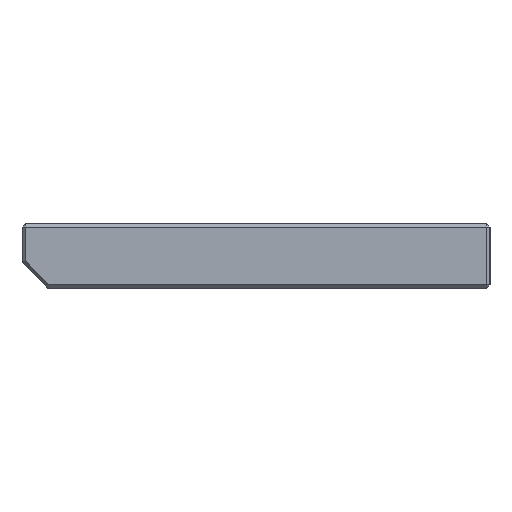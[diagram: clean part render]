
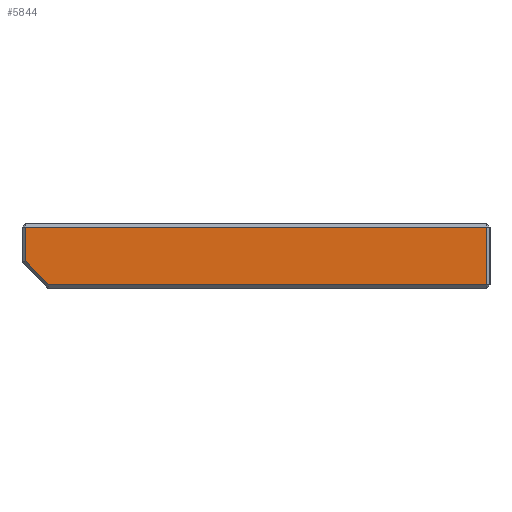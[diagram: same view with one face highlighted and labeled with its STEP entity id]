
A CAD part, left-side view. The second image highlights one B-rep face of the part: STEP entity #5844.
In plain terms, the highlighted planar face has unit normal (-1, 0, 0).
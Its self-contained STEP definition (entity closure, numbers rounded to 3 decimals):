
#159=PLANE('',#6421);
#403=FACE_OUTER_BOUND('',#766,.T.);
#766=EDGE_LOOP('',(#4785,#4786,#4787,#4788,#4789));
#1298=LINE('',#9644,#1878);
#1309=LINE('',#9665,#1889);
#1315=LINE('',#9676,#1895);
#1322=LINE('',#9689,#1902);
#1324=LINE('',#9692,#1904);
#1878=VECTOR('',#7734,10.);
#1889=VECTOR('',#7753,10.);
#1895=VECTOR('',#7763,10.);
#1902=VECTOR('',#7778,10.);
#1904=VECTOR('',#7782,10.);
#2842=VERTEX_POINT('',#9642);
#2843=VERTEX_POINT('',#9643);
#2848=VERTEX_POINT('',#9657);
#2850=VERTEX_POINT('',#9668);
#2854=VERTEX_POINT('',#9682);
#3525=EDGE_CURVE('',#2842,#2843,#1298,.T.);
#3536=EDGE_CURVE('',#2843,#2848,#1309,.T.);
#3542=EDGE_CURVE('',#2850,#2842,#1315,.T.);
#3549=EDGE_CURVE('',#2848,#2854,#1322,.T.);
#3551=EDGE_CURVE('',#2854,#2850,#1324,.T.);
#4785=ORIENTED_EDGE('',*,*,#3525,.F.);
#4786=ORIENTED_EDGE('',*,*,#3542,.F.);
#4787=ORIENTED_EDGE('',*,*,#3551,.F.);
#4788=ORIENTED_EDGE('',*,*,#3549,.F.);
#4789=ORIENTED_EDGE('',*,*,#3536,.F.);
#5844=ADVANCED_FACE('',(#403),#159,.T.);
#6421=AXIS2_PLACEMENT_3D('',#9711,#7806,#7807);
#7734=DIRECTION('',(0.,0.699,0.716));
#7753=DIRECTION('',(0.,0.,1.));
#7763=DIRECTION('',(0.,1.,0.));
#7778=DIRECTION('',(0.,-1.,0.));
#7782=DIRECTION('',(0.,0.,-1.));
#7806=DIRECTION('center_axis',(-1.,0.,0.));
#7807=DIRECTION('ref_axis',(0.,0.,1.));
#9642=CARTESIAN_POINT('',(-10.906,121.412,-10.2));
#9643=CARTESIAN_POINT('',(-10.906,129.033,-2.393));
#9644=CARTESIAN_POINT('',(-10.906,126.567,-4.919));
#9657=CARTESIAN_POINT('',(-10.906,129.033,8.6));
#9665=CARTESIAN_POINT('',(-10.906,129.033,2.6));
#9668=CARTESIAN_POINT('',(-10.906,-20.742,-10.2));
#9676=CARTESIAN_POINT('',(-10.906,92.09,-10.2));
#9682=CARTESIAN_POINT('',(-10.906,-20.742,8.6));
#9689=CARTESIAN_POINT('',(-10.906,89.34,8.6));
#9692=CARTESIAN_POINT('',(-10.906,-20.742,2.6));
#9711=CARTESIAN_POINT('Origin',(-10.906,130.033,2.6));
